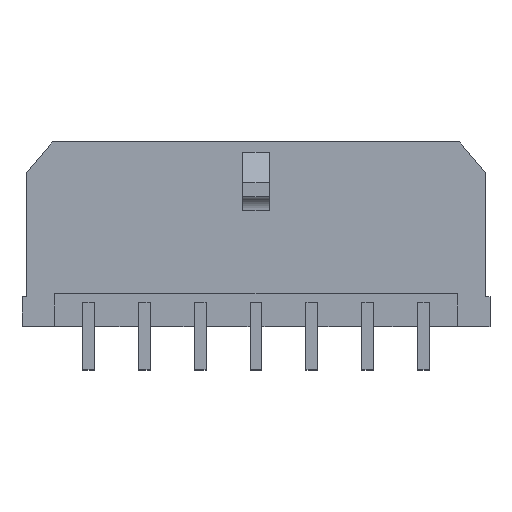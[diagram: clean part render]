
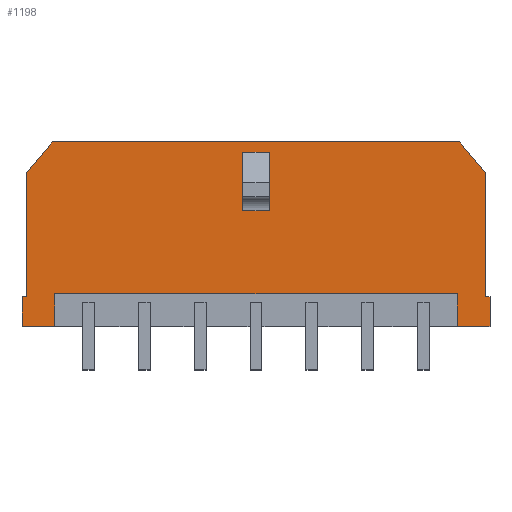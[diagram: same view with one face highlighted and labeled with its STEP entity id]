
A CAD part, top view. The second image highlights one B-rep face of the part: STEP entity #1198.
In plain terms, the highlighted planar face has unit normal (0, 0, 1).
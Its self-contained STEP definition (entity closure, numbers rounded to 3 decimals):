
#56 = VERTEX_POINT('',#57);
#57 = CARTESIAN_POINT('',(21.325,0.615,7.36));
#63 = EDGE_CURVE('',#56,#64,#66,.T.);
#64 = VERTEX_POINT('',#65);
#65 = CARTESIAN_POINT('',(21.325,7.275,7.36));
#66 = LINE('',#67,#68);
#67 = CARTESIAN_POINT('',(21.325,0.615,7.36));
#68 = VECTOR('',#69,1.);
#69 = DIRECTION('',(0.,1.,0.));
#849 = VERTEX_POINT('',#850);
#850 = CARTESIAN_POINT('',(-3.325,7.275,7.36));
#856 = EDGE_CURVE('',#857,#849,#859,.T.);
#857 = VERTEX_POINT('',#858);
#858 = CARTESIAN_POINT('',(-3.325,0.615,7.36));
#859 = LINE('',#860,#861);
#860 = CARTESIAN_POINT('',(-3.325,0.615,7.36));
#861 = VECTOR('',#862,1.);
#862 = DIRECTION('',(0.,1.,0.));
#1060 = VERTEX_POINT('',#1061);
#1061 = CARTESIAN_POINT('',(-1.94,8.925,7.36));
#1067 = EDGE_CURVE('',#849,#1060,#1068,.T.);
#1068 = LINE('',#1069,#1070);
#1069 = CARTESIAN_POINT('',(-3.325,7.275,7.36));
#1070 = VECTOR('',#1071,1.);
#1071 = DIRECTION('',(0.643,0.766,0.)
  );
#1148 = EDGE_CURVE('',#1149,#64,#1151,.T.);
#1149 = VERTEX_POINT('',#1150);
#1150 = CARTESIAN_POINT('',(19.94,8.925,7.36));
#1151 = LINE('',#1152,#1153);
#1152 = CARTESIAN_POINT('',(19.94,8.925,7.36));
#1153 = VECTOR('',#1154,1.);
#1154 = DIRECTION('',(0.643,-0.766,0.)
  );
#1198 = ADVANCED_FACE('',(#1199,#1281),#1315,.T.);
#1199 = FACE_BOUND('',#1200,.F.);
#1200 = EDGE_LOOP('',(#1201,#1211,#1219,#1227,#1235,#1243,#1249,#1250,
    #1251,#1257,#1258,#1259,#1267,#1275));
#1201 = ORIENTED_EDGE('',*,*,#1202,.T.);
#1202 = EDGE_CURVE('',#1203,#1205,#1207,.T.);
#1203 = VERTEX_POINT('',#1204);
#1204 = CARTESIAN_POINT('',(19.825,-0.985,7.36));
#1205 = VERTEX_POINT('',#1206);
#1206 = CARTESIAN_POINT('',(19.825,0.765,7.36));
#1207 = LINE('',#1208,#1209);
#1208 = CARTESIAN_POINT('',(19.825,-0.985,7.36));
#1209 = VECTOR('',#1210,1.);
#1210 = DIRECTION('',(0.,1.,0.));
#1211 = ORIENTED_EDGE('',*,*,#1212,.T.);
#1212 = EDGE_CURVE('',#1205,#1213,#1215,.T.);
#1213 = VERTEX_POINT('',#1214);
#1214 = CARTESIAN_POINT('',(-1.825,0.765,7.36));
#1215 = LINE('',#1216,#1217);
#1216 = CARTESIAN_POINT('',(19.825,0.765,7.36));
#1217 = VECTOR('',#1218,1.);
#1218 = DIRECTION('',(-1.,0.,0.));
#1219 = ORIENTED_EDGE('',*,*,#1220,.F.);
#1220 = EDGE_CURVE('',#1221,#1213,#1223,.T.);
#1221 = VERTEX_POINT('',#1222);
#1222 = CARTESIAN_POINT('',(-1.825,-0.985,7.36));
#1223 = LINE('',#1224,#1225);
#1224 = CARTESIAN_POINT('',(-1.825,-0.985,7.36));
#1225 = VECTOR('',#1226,1.);
#1226 = DIRECTION('',(0.,1.,0.));
#1227 = ORIENTED_EDGE('',*,*,#1228,.F.);
#1228 = EDGE_CURVE('',#1229,#1221,#1231,.T.);
#1229 = VERTEX_POINT('',#1230);
#1230 = CARTESIAN_POINT('',(-3.575,-0.985,7.36));
#1231 = LINE('',#1232,#1233);
#1232 = CARTESIAN_POINT('',(-3.575,-0.985,7.36));
#1233 = VECTOR('',#1234,1.);
#1234 = DIRECTION('',(1.,0.,0.));
#1235 = ORIENTED_EDGE('',*,*,#1236,.F.);
#1236 = EDGE_CURVE('',#1237,#1229,#1239,.T.);
#1237 = VERTEX_POINT('',#1238);
#1238 = CARTESIAN_POINT('',(-3.575,0.615,7.36));
#1239 = LINE('',#1240,#1241);
#1240 = CARTESIAN_POINT('',(-3.575,0.615,7.36));
#1241 = VECTOR('',#1242,1.);
#1242 = DIRECTION('',(0.,-1.,0.));
#1243 = ORIENTED_EDGE('',*,*,#1244,.F.);
#1244 = EDGE_CURVE('',#857,#1237,#1245,.T.);
#1245 = LINE('',#1246,#1247);
#1246 = CARTESIAN_POINT('',(-3.325,0.615,7.36));
#1247 = VECTOR('',#1248,1.);
#1248 = DIRECTION('',(-1.,0.,0.));
#1249 = ORIENTED_EDGE('',*,*,#856,.T.);
#1250 = ORIENTED_EDGE('',*,*,#1067,.T.);
#1251 = ORIENTED_EDGE('',*,*,#1252,.F.);
#1252 = EDGE_CURVE('',#1149,#1060,#1253,.T.);
#1253 = LINE('',#1254,#1255);
#1254 = CARTESIAN_POINT('',(19.94,8.925,7.36));
#1255 = VECTOR('',#1256,1.);
#1256 = DIRECTION('',(-1.,0.,0.));
#1257 = ORIENTED_EDGE('',*,*,#1148,.T.);
#1258 = ORIENTED_EDGE('',*,*,#63,.F.);
#1259 = ORIENTED_EDGE('',*,*,#1260,.F.);
#1260 = EDGE_CURVE('',#1261,#56,#1263,.T.);
#1261 = VERTEX_POINT('',#1262);
#1262 = CARTESIAN_POINT('',(21.575,0.615,7.36));
#1263 = LINE('',#1264,#1265);
#1264 = CARTESIAN_POINT('',(21.575,0.615,7.36));
#1265 = VECTOR('',#1266,1.);
#1266 = DIRECTION('',(-1.,0.,0.));
#1267 = ORIENTED_EDGE('',*,*,#1268,.F.);
#1268 = EDGE_CURVE('',#1269,#1261,#1271,.T.);
#1269 = VERTEX_POINT('',#1270);
#1270 = CARTESIAN_POINT('',(21.575,-0.985,7.36));
#1271 = LINE('',#1272,#1273);
#1272 = CARTESIAN_POINT('',(21.575,-0.985,7.36));
#1273 = VECTOR('',#1274,1.);
#1274 = DIRECTION('',(0.,1.,0.));
#1275 = ORIENTED_EDGE('',*,*,#1276,.F.);
#1276 = EDGE_CURVE('',#1203,#1269,#1277,.T.);
#1277 = LINE('',#1278,#1279);
#1278 = CARTESIAN_POINT('',(19.825,-0.985,7.36));
#1279 = VECTOR('',#1280,1.);
#1280 = DIRECTION('',(1.,0.,0.));
#1281 = FACE_BOUND('',#1282,.F.);
#1282 = EDGE_LOOP('',(#1283,#1293,#1301,#1309));
#1283 = ORIENTED_EDGE('',*,*,#1284,.F.);
#1284 = EDGE_CURVE('',#1285,#1287,#1289,.T.);
#1285 = VERTEX_POINT('',#1286);
#1286 = CARTESIAN_POINT('',(9.7,8.385,7.36));
#1287 = VERTEX_POINT('',#1288);
#1288 = CARTESIAN_POINT('',(9.7,5.225,7.36));
#1289 = LINE('',#1290,#1291);
#1290 = CARTESIAN_POINT('',(9.7,8.385,7.36));
#1291 = VECTOR('',#1292,1.);
#1292 = DIRECTION('',(0.,-1.,0.));
#1293 = ORIENTED_EDGE('',*,*,#1294,.T.);
#1294 = EDGE_CURVE('',#1285,#1295,#1297,.T.);
#1295 = VERTEX_POINT('',#1296);
#1296 = CARTESIAN_POINT('',(8.3,8.385,7.36));
#1297 = LINE('',#1298,#1299);
#1298 = CARTESIAN_POINT('',(9.7,8.385,7.36));
#1299 = VECTOR('',#1300,1.);
#1300 = DIRECTION('',(-1.,0.,0.));
#1301 = ORIENTED_EDGE('',*,*,#1302,.T.);
#1302 = EDGE_CURVE('',#1295,#1303,#1305,.T.);
#1303 = VERTEX_POINT('',#1304);
#1304 = CARTESIAN_POINT('',(8.3,5.225,7.36));
#1305 = LINE('',#1306,#1307);
#1306 = CARTESIAN_POINT('',(8.3,8.385,7.36));
#1307 = VECTOR('',#1308,1.);
#1308 = DIRECTION('',(0.,-1.,0.));
#1309 = ORIENTED_EDGE('',*,*,#1310,.F.);
#1310 = EDGE_CURVE('',#1287,#1303,#1311,.T.);
#1311 = LINE('',#1312,#1313);
#1312 = CARTESIAN_POINT('',(9.7,5.225,7.36));
#1313 = VECTOR('',#1314,1.);
#1314 = DIRECTION('',(-1.,0.,0.));
#1315 = PLANE('',#1316);
#1316 = AXIS2_PLACEMENT_3D('',#1317,#1318,#1319);
#1317 = CARTESIAN_POINT('',(21.325,-0.985,7.36));
#1318 = DIRECTION('',(0.,0.,1.));
#1319 = DIRECTION('',(0.,1.,0.));
